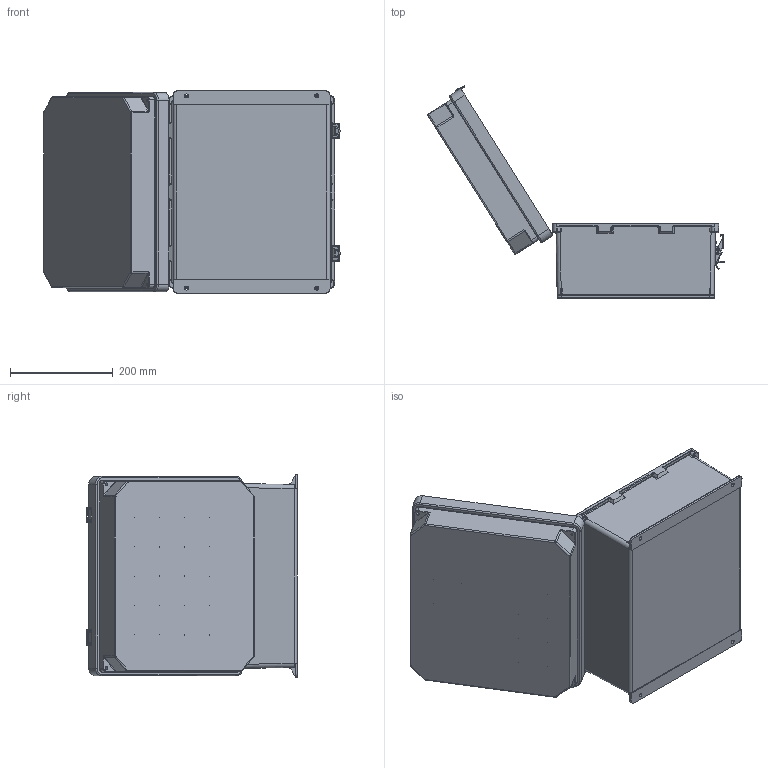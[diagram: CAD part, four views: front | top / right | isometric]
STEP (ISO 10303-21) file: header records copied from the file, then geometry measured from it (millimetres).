
FILE_DESCRIPTION (( 'STEP AP214' ), '1' );
FILE_NAME ('NB141207-KIT01_3D.step', '2025-10-28T17:14:57', ( '' ), ( '' ), 'SwSTEP 2.0', 'SolidWorks 2025', '' );
FILE_SCHEMA (( 'AUTOMOTIVE_DESIGN' ));
Length unit declared in the file: inch
Products named in the file (8): NB141207-Box; NB141207-Lid-2; NB141207-DoorClasp-2; XF1039-01; 10-32 NEMA PLATE SCREW; NB141207-Hinge; NB141207-DoorClasp-1; NB141207-KIT01_3D
Assembly tree (13 placements, depth 2):
  NB141207-KIT01_3D
    NB141207-Box
    NB141207-Hinge  x2
    NB141207-Lid-2
    NB141207-DoorClasp-1  x2
    NB141207-DoorClasp-2  x2
    XF1039-01
    10-32 NEMA PLATE SCREW  x4
Bounding box: 578.07 x 413.05 x 394 mm (x, y, z)
Volume: 2527048.6 mm3; surface area: 1346369.1 mm2
Topology: 19 solids, 19 shells, 1833 faces, 4748 edges, 2923 vertices
Faces by surface type: cylinder 744, plane 599, cone 182, torus 152, bspline 148, sphere 8
Entity records: 43226 total; most frequent: CARTESIAN_POINT 12847, ORIENTED_EDGE 6500, DIRECTION 6226, EDGE_CURVE 3250, AXIS2_PLACEMENT_3D 2323, VERTEX_POINT 2016, LINE 1580, VECTOR 1580
